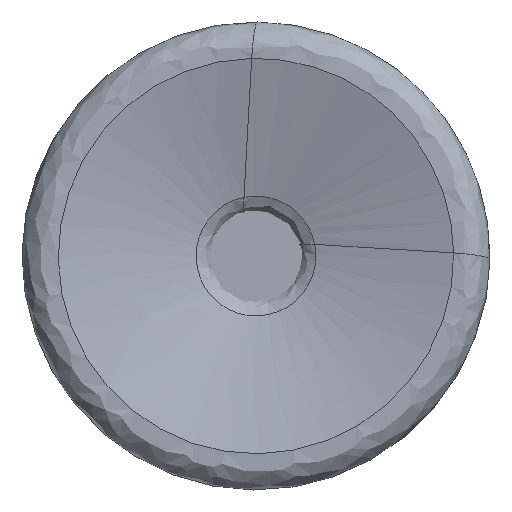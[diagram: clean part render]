
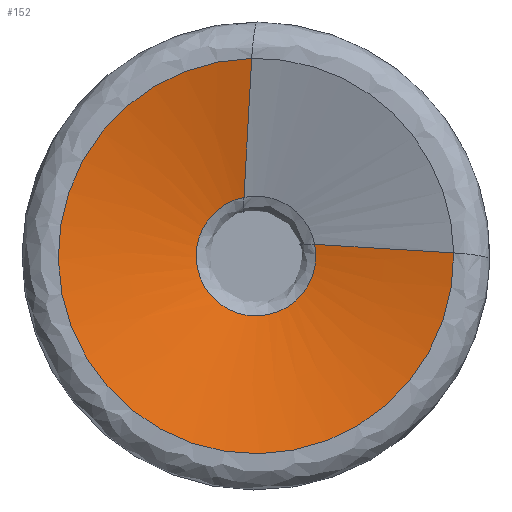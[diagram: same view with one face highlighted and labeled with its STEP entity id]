
A CAD part, left-side view. The second image highlights one B-rep face of the part: STEP entity #152.
In plain terms, the highlighted free-form (B-spline) face has degree [1, 3] with [2, 7] control points.
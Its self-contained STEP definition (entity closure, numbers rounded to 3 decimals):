
#35=(
BOUNDED_SURFACE()
B_SPLINE_SURFACE(1,3,((#770,#771,#772,#773,#774,#775,#776),(#777,#778,#779,
#780,#781,#782,#783)),.UNSPECIFIED.,.F.,.F.,.F.)
B_SPLINE_SURFACE_WITH_KNOTS((2,2),(4,3,4),(0.,1.),(0.,0.5,1.),
 .UNSPECIFIED.)
GEOMETRIC_REPRESENTATION_ITEM()
RATIONAL_B_SPLINE_SURFACE(((1.,0.589,0.589,1.,0.589,
0.589,1.),(1.,0.589,0.589,1.,0.589,
0.589,1.)))
REPRESENTATION_ITEM('')
SURFACE()
);
#50=LINE('',#768,#58);
#51=LINE('',#769,#59);
#58=VECTOR('',#590,1.);
#59=VECTOR('',#591,1.);
#152=ADVANCED_FACE('',(#173),#35,.F.);
#173=FACE_OUTER_BOUND('',#221,.T.);
#221=EDGE_LOOP('',(#278,#279,#280,#281));
#278=ORIENTED_EDGE('',*,*,#387,.F.);
#279=ORIENTED_EDGE('',*,*,#388,.F.);
#280=ORIENTED_EDGE('',*,*,#384,.T.);
#281=ORIENTED_EDGE('',*,*,#389,.F.);
#350=VERTEX_POINT('',#733);
#351=VERTEX_POINT('',#734);
#352=VERTEX_POINT('',#766);
#353=VERTEX_POINT('',#767);
#384=EDGE_CURVE('',#350,#351,#430,.T.);
#387=EDGE_CURVE('',#352,#353,#433,.T.);
#388=EDGE_CURVE('',#350,#352,#50,.T.);
#389=EDGE_CURVE('',#353,#351,#51,.T.);
#430=CIRCLE('',#486,2.049);
#433=CIRCLE('',#489,6.764);
#486=AXIS2_PLACEMENT_3D('',#732,#582,#583);
#489=AXIS2_PLACEMENT_3D('',#765,#588,#589);
#582=DIRECTION('',(1.,0.,0.));
#583=DIRECTION('',(0.,-0.981,0.195));
#588=DIRECTION('',(1.,0.,0.));
#589=DIRECTION('',(0.,-1.,0.016));
#590=DIRECTION('',(-0.258,-0.964,-0.059));
#591=DIRECTION('',(0.258,0.054,-0.965));
#732=CARTESIAN_POINT('',(1.304,0.,0.));
#733=CARTESIAN_POINT('',(1.304,-2.01,0.4));
#734=CARTESIAN_POINT('',(1.304,0.412,2.008));
#765=CARTESIAN_POINT('',(0.034,0.,0.));
#766=CARTESIAN_POINT('',(0.034,-6.763,0.106));
#767=CARTESIAN_POINT('',(0.034,0.147,6.763));
#768=CARTESIAN_POINT('',(1.304,-2.01,0.4));
#769=CARTESIAN_POINT('',(1.304,0.412,2.008));
#770=CARTESIAN_POINT('',(1.304,-2.01,0.4));
#771=CARTESIAN_POINT('',(1.304,-2.427,-1.7));
#772=CARTESIAN_POINT('',(1.304,-0.649,-2.891));
#773=CARTESIAN_POINT('',(1.304,1.134,-1.707));
#774=CARTESIAN_POINT('',(1.304,2.917,-0.523));
#775=CARTESIAN_POINT('',(1.304,2.508,1.578));
#776=CARTESIAN_POINT('',(1.304,0.412,2.008));
#777=CARTESIAN_POINT('',(0.034,-6.763,0.106));
#778=CARTESIAN_POINT('',(0.034,-6.875,-6.957));
#779=CARTESIAN_POINT('',(0.034,-0.396,-9.773));
#780=CARTESIAN_POINT('',(0.034,4.693,-4.872));
#781=CARTESIAN_POINT('',(0.034,9.781,0.029));
#782=CARTESIAN_POINT('',(0.034,7.21,6.609));
#783=CARTESIAN_POINT('',(0.034,0.147,6.763));
